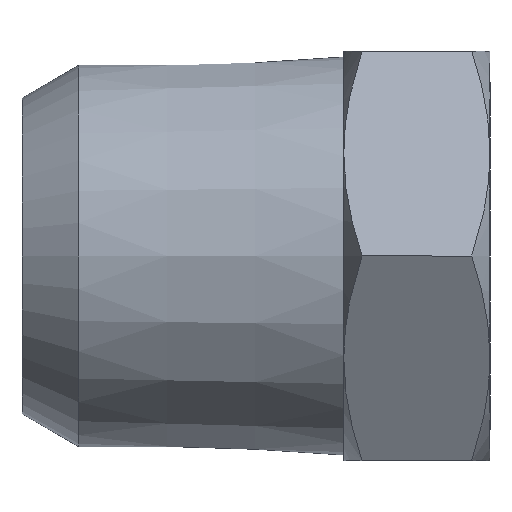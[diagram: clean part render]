
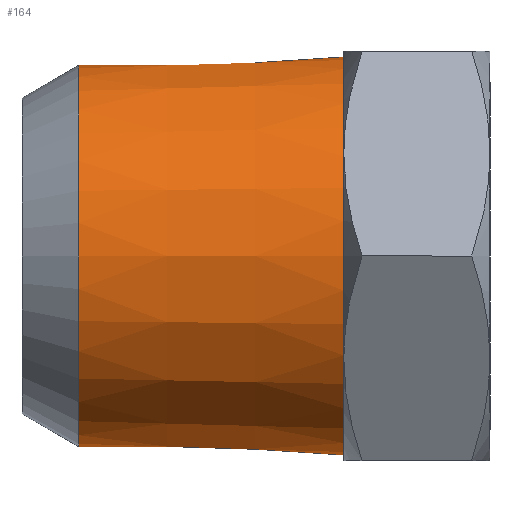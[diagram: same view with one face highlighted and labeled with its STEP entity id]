
A CAD part, left-side view. The second image highlights one B-rep face of the part: STEP entity #164.
In plain terms, the highlighted conical face has half-angle 1.79 degrees and reference radius 6.52 mm.
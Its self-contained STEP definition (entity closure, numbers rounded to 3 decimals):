
#2 = EDGE_LOOP ( 'NONE', ( #762 ) ) ;
#6 = FACE_OUTER_BOUND ( 'NONE', #733, .T. ) ;
#8 = CONICAL_SURFACE ( 'NONE', #618, 6.52, 0.031 ) ;
#136 = FACE_BOUND ( 'NONE', #2, .T. ) ;
#141 = ORIENTED_EDGE ( 'NONE', *, *, #606, .F. ) ;
#164 = ADVANCED_FACE ( 'NONE', ( #136, #6 ), #8, .T. ) ;
#241 = CARTESIAN_POINT ( 'NONE',  ( 0., 14.06, -6.52 ) ) ;
#253 = CARTESIAN_POINT ( 'NONE',  ( 6.803, 5., 0. ) ) ;
#358 = DIRECTION ( 'NONE',  ( 0., 0., -1. ) ) ;
#359 = DIRECTION ( 'NONE',  ( 0., 1., 0. ) ) ;
#360 = CARTESIAN_POINT ( 'NONE',  ( 0., 14.06, 0. ) ) ;
#451 = DIRECTION ( 'NONE',  ( 0., -1., 0. ) ) ;
#453 = CARTESIAN_POINT ( 'NONE',  ( 0., 14.06, 0. ) ) ;
#477 = DIRECTION ( 'NONE',  ( 1., 0., 0. ) ) ;
#510 = DIRECTION ( 'NONE',  ( 1., 0., 0. ) ) ;
#511 = DIRECTION ( 'NONE',  ( 0., -1., 0. ) ) ;
#512 = CARTESIAN_POINT ( 'NONE',  ( 0., 5., 0. ) ) ;
#606 = EDGE_CURVE ( 'NONE', #747, #747, #788, .T. ) ;
#618 = AXIS2_PLACEMENT_3D ( 'NONE', #453, #451, #477 ) ;
#653 = AXIS2_PLACEMENT_3D ( 'NONE', #360, #359, #358 ) ;
#668 = EDGE_CURVE ( 'NONE', #740, #740, #759, .T. ) ;
#678 = AXIS2_PLACEMENT_3D ( 'NONE', #512, #511, #510 ) ;
#733 = EDGE_LOOP ( 'NONE', ( #141 ) ) ;
#740 = VERTEX_POINT ( 'NONE', #241 ) ;
#747 = VERTEX_POINT ( 'NONE', #253 ) ;
#759 = CIRCLE ( 'NONE', #653, 6.52 ) ;
#762 = ORIENTED_EDGE ( 'NONE', *, *, #668, .F. ) ;
#788 = CIRCLE ( 'NONE', #678, 6.803 ) ;
